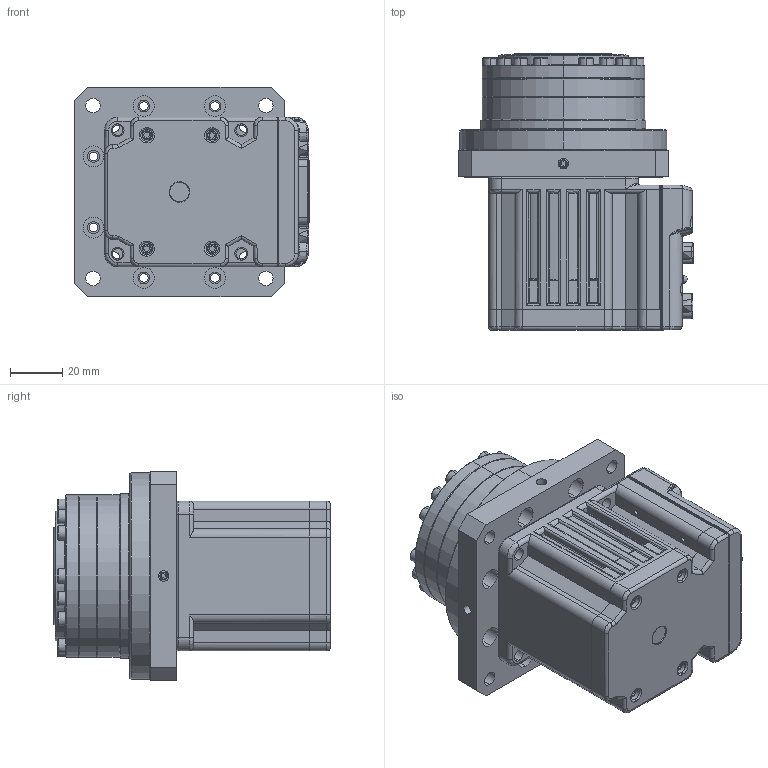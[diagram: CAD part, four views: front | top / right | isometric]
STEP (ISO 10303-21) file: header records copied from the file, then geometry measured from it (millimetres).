
FILE_DESCRIPTION (( 'STEP AP214' ), '1' );
FILE_NAME ('SGCSG17100-3165_¤è®Ø.STEP', '2023-03-30T02:49:46', ( '' ), ( '' ), 'SwSTEP 2.0', 'SolidWorks 2020', '' );
FILE_SCHEMA (( 'AUTOMOTIVE_DESIGN' ));
Length unit declared in the file: millimetre
Products named in the file (4): 連接板2; csg-17-xxx-2uh; SGCSG17100-3165_方框; SM23165x
Assembly tree (3 placements, depth 2):
  SGCSG17100-3165_方框
    SM23165x
    連接板2
    csg-17-xxx-2uh
Bounding box: 89.61 x 105.57 x 80 mm (x, y, z)
Volume: 151354.9 mm3; surface area: 97887.5 mm2
Topology: 8 solids, 16 shells, 1531 faces, 3754 edges, 2320 vertices
Faces by surface type: cylinder 626, plane 483, bspline 244, cone 162, torus 16
Entity records: 70299 total; most frequent: CARTESIAN_POINT 30796, ORIENTED_EDGE 7216, DIRECTION 6513, EDGE_CURVE 3698, AXIS2_PLACEMENT_3D 2408, VERTEX_POINT 2320, EDGE_LOOP 1777, VECTOR 1697
